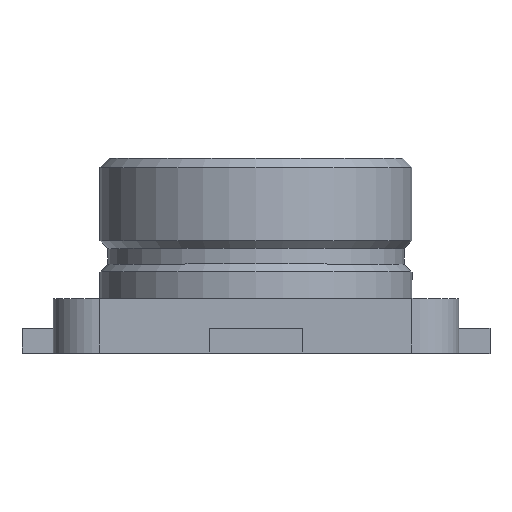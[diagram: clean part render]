
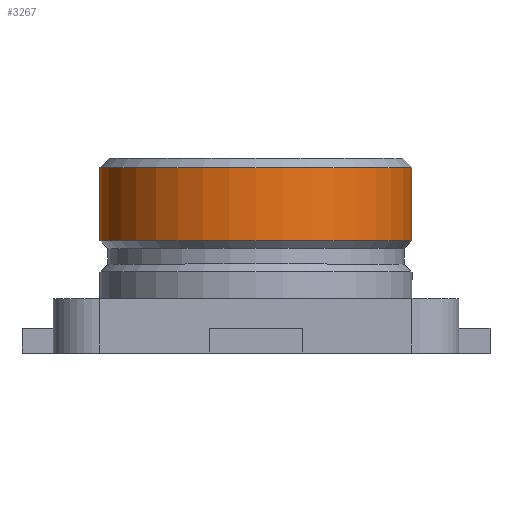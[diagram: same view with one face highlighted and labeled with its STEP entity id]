
A CAD part, top view. The second image highlights one B-rep face of the part: STEP entity #3267.
In plain terms, the highlighted cylindrical face has radius 1 mm (diameter 2 mm), a partial arc.
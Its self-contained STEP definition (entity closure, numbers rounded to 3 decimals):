
#32 = CARTESIAN_POINT ( 'NONE',  ( -1., 0.722, 0. ) ) ;
#42 = FACE_OUTER_BOUND ( 'NONE', #1745, .T. ) ;
#60 = ORIENTED_EDGE ( 'NONE', *, *, #2553, .T. ) ;
#318 = EDGE_CURVE ( 'NONE', #625, #3630, #2501, .T. ) ;
#400 = AXIS2_PLACEMENT_3D ( 'NONE', #2949, #2657, #1503 ) ;
#420 = LINE ( 'NONE', #2990, #1078 ) ;
#492 = CARTESIAN_POINT ( 'NONE',  ( 0., 1.19, 0. ) ) ;
#539 = CYLINDRICAL_SURFACE ( 'NONE', #845, 1. ) ;
#625 = VERTEX_POINT ( 'NONE', #2259 ) ;
#845 = AXIS2_PLACEMENT_3D ( 'NONE', #2008, #2622, #3753 ) ;
#933 = VERTEX_POINT ( 'NONE', #3457 ) ;
#995 = LINE ( 'NONE', #2362, #2636 ) ;
#999 = DIRECTION ( 'NONE',  ( 0., -1., 0. ) ) ;
#1078 = VECTOR ( 'NONE', #3580, 1000. ) ;
#1091 = DIRECTION ( 'NONE',  ( 0., -1., 0. ) ) ;
#1132 = CARTESIAN_POINT ( 'NONE',  ( 1., 1.19, 0. ) ) ;
#1218 = EDGE_CURVE ( 'NONE', #933, #3630, #995, .T. ) ;
#1503 = DIRECTION ( 'NONE',  ( -1., 0., 0. ) ) ;
#1745 = EDGE_LOOP ( 'NONE', ( #2618, #60, #2671, #1775 ) ) ;
#1775 = ORIENTED_EDGE ( 'NONE', *, *, #318, .F. ) ;
#1791 = AXIS2_PLACEMENT_3D ( 'NONE', #492, #1091, #2270 ) ;
#2008 = CARTESIAN_POINT ( 'NONE',  ( 0., 0.35, 0. ) ) ;
#2050 = VERTEX_POINT ( 'NONE', #1132 ) ;
#2259 = CARTESIAN_POINT ( 'NONE',  ( 1., 0.722, 0. ) ) ;
#2270 = DIRECTION ( 'NONE',  ( -1., 0., 0. ) ) ;
#2307 = EDGE_CURVE ( 'NONE', #2050, #625, #420, .T. ) ;
#2362 = CARTESIAN_POINT ( 'NONE',  ( -1., 0.35, 0. ) ) ;
#2501 = CIRCLE ( 'NONE', #400, 1. ) ;
#2553 = EDGE_CURVE ( 'NONE', #2050, #933, #3575, .T. ) ;
#2618 = ORIENTED_EDGE ( 'NONE', *, *, #2307, .F. ) ;
#2622 = DIRECTION ( 'NONE',  ( 0., -1., 0. ) ) ;
#2636 = VECTOR ( 'NONE', #999, 1000. ) ;
#2657 = DIRECTION ( 'NONE',  ( 0., -1., 0. ) ) ;
#2671 = ORIENTED_EDGE ( 'NONE', *, *, #1218, .T. ) ;
#2949 = CARTESIAN_POINT ( 'NONE',  ( 0., 0.722, 0. ) ) ;
#2990 = CARTESIAN_POINT ( 'NONE',  ( 1., 0.35, 0. ) ) ;
#3267 = ADVANCED_FACE ( 'NONE', ( #42 ), #539, .T. ) ;
#3457 = CARTESIAN_POINT ( 'NONE',  ( -1., 1.19, 0. ) ) ;
#3575 = CIRCLE ( 'NONE', #1791, 1. ) ;
#3580 = DIRECTION ( 'NONE',  ( 0., -1., 0. ) ) ;
#3630 = VERTEX_POINT ( 'NONE', #32 ) ;
#3753 = DIRECTION ( 'NONE',  ( -1., 0., 0. ) ) ;
